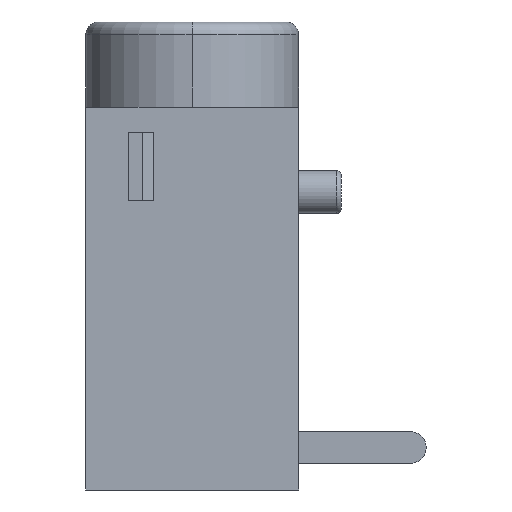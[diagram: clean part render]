
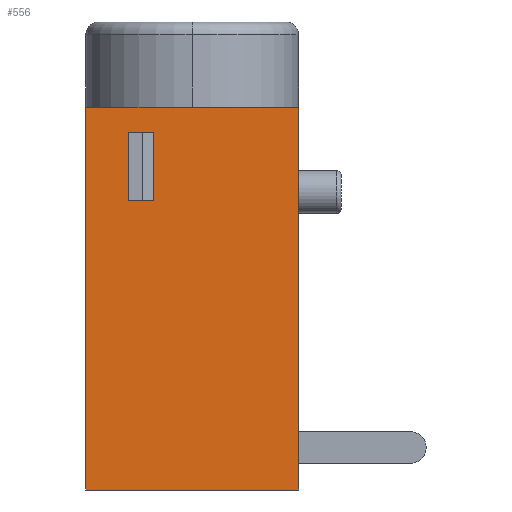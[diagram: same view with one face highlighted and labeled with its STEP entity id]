
A CAD part, left-side view. The second image highlights one B-rep face of the part: STEP entity #556.
In plain terms, the highlighted planar face has unit normal (-1, 0, 0).
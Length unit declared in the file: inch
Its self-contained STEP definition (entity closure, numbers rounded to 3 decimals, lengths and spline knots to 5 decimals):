
#59 = CARTESIAN_POINT ( 'NONE',  ( -0.11811, 0., -0.35433 ) ) ;
#108 = ORIENTED_EDGE ( 'NONE', *, *, #3115, .T. ) ;
#225 = LINE ( 'NONE', #738, #3085 ) ;
#256 = CARTESIAN_POINT ( 'NONE',  ( -0.11811, 0.19685, 0. ) ) ;
#292 = DIRECTION ( 'NONE',  ( 0., -1., 0. ) ) ;
#387 = ORIENTED_EDGE ( 'NONE', *, *, #943, .F. ) ;
#400 = PLANE ( 'NONE',  #2125 ) ;
#424 = VECTOR ( 'NONE', #2310, 39.37008 ) ;
#426 = VECTOR ( 'NONE', #1987, 39.37008 ) ;
#436 = CARTESIAN_POINT ( 'NONE',  ( -0.11811, 0.15748, -0.02362 ) ) ;
#473 = EDGE_CURVE ( 'NONE', #815, #1534, #2597, .T. ) ;
#484 = VERTEX_POINT ( 'NONE', #436 ) ;
#556 = ADVANCED_FACE ( 'NONE', ( #1780, #2864 ), #400, .T. ) ;
#561 = CARTESIAN_POINT ( 'NONE',  ( -0.11811, 0.19685, -0.35433 ) ) ;
#608 = EDGE_CURVE ( 'NONE', #1192, #1349, #225, .T. ) ;
#647 = CARTESIAN_POINT ( 'NONE',  ( -0.11811, 0.13386, -0.08661 ) ) ;
#658 = CARTESIAN_POINT ( 'NONE',  ( -0.11811, 0.13386, -0.02362 ) ) ;
#738 = CARTESIAN_POINT ( 'NONE',  ( -0.11811, 0.15748, -0.08661 ) ) ;
#779 = CARTESIAN_POINT ( 'NONE',  ( -0.11811, 0.09843, 0. ) ) ;
#815 = VERTEX_POINT ( 'NONE', #256 ) ;
#859 = ORIENTED_EDGE ( 'NONE', *, *, #1705, .T. ) ;
#902 = EDGE_CURVE ( 'NONE', #1349, #1913, #2041, .T. ) ;
#943 = EDGE_CURVE ( 'NONE', #1913, #484, #2552, .T. ) ;
#991 = DIRECTION ( 'NONE',  ( 0., -1., 0. ) ) ;
#1142 = DIRECTION ( 'NONE',  ( 0., 0., 1. ) ) ;
#1176 = ORIENTED_EDGE ( 'NONE', *, *, #902, .F. ) ;
#1192 = VERTEX_POINT ( 'NONE', #2239 ) ;
#1196 = VERTEX_POINT ( 'NONE', #2470 ) ;
#1268 = VERTEX_POINT ( 'NONE', #1697 ) ;
#1349 = VERTEX_POINT ( 'NONE', #647 ) ;
#1380 = DIRECTION ( 'NONE',  ( 0., 0., 1. ) ) ;
#1478 = DIRECTION ( 'NONE',  ( 0., 0., 1. ) ) ;
#1482 = DIRECTION ( 'NONE',  ( 0., -1., 0. ) ) ;
#1486 = EDGE_LOOP ( 'NONE', ( #2388, #2522, #108, #859, #2135 ) ) ;
#1508 = VECTOR ( 'NONE', #1142, 39.37008 ) ;
#1518 = DIRECTION ( 'NONE',  ( -1., 0., 0. ) ) ;
#1534 = VERTEX_POINT ( 'NONE', #779 ) ;
#1668 = DIRECTION ( 'NONE',  ( 0., 0., -1. ) ) ;
#1697 = CARTESIAN_POINT ( 'NONE',  ( -0.11811, 0., 0. ) ) ;
#1705 = EDGE_CURVE ( 'NONE', #2560, #1268, #2485, .T. ) ;
#1725 = LINE ( 'NONE', #1743, #2946 ) ;
#1730 = VECTOR ( 'NONE', #1478, 39.37008 ) ;
#1743 = CARTESIAN_POINT ( 'NONE',  ( -0.11811, 0.15748, -0.08661 ) ) ;
#1771 = CARTESIAN_POINT ( 'NONE',  ( -0.11811, 0.19685, 0. ) ) ;
#1780 = FACE_BOUND ( 'NONE', #1864, .T. ) ;
#1781 = EDGE_CURVE ( 'NONE', #1196, #815, #2531, .T. ) ;
#1822 = CARTESIAN_POINT ( 'NONE',  ( -0.11811, 0.19685, 0. ) ) ;
#1864 = EDGE_LOOP ( 'NONE', ( #2015, #3344, #387, #1176 ) ) ;
#1913 = VERTEX_POINT ( 'NONE', #658 ) ;
#1987 = DIRECTION ( 'NONE',  ( 0., 1., 0. ) ) ;
#2015 = ORIENTED_EDGE ( 'NONE', *, *, #608, .F. ) ;
#2038 = LINE ( 'NONE', #1771, #3037 ) ;
#2041 = LINE ( 'NONE', #2783, #1730 ) ;
#2063 = CARTESIAN_POINT ( 'NONE',  ( -0.11811, 0.19685, -0.35433 ) ) ;
#2125 = AXIS2_PLACEMENT_3D ( 'NONE', #2063, #1518, #1482 ) ;
#2135 = ORIENTED_EDGE ( 'NONE', *, *, #2351, .F. ) ;
#2239 = CARTESIAN_POINT ( 'NONE',  ( -0.11811, 0.15748, -0.08661 ) ) ;
#2310 = DIRECTION ( 'NONE',  ( 0., -1., 0. ) ) ;
#2351 = EDGE_CURVE ( 'NONE', #1534, #1268, #2038, .T. ) ;
#2388 = ORIENTED_EDGE ( 'NONE', *, *, #473, .F. ) ;
#2470 = CARTESIAN_POINT ( 'NONE',  ( -0.11811, 0.19685, -0.35433 ) ) ;
#2485 = LINE ( 'NONE', #59, #1508 ) ;
#2493 = CARTESIAN_POINT ( 'NONE',  ( -0.11811, 0.15748, -0.02362 ) ) ;
#2522 = ORIENTED_EDGE ( 'NONE', *, *, #1781, .F. ) ;
#2531 = LINE ( 'NONE', #2802, #2580 ) ;
#2552 = LINE ( 'NONE', #2493, #426 ) ;
#2557 = EDGE_CURVE ( 'NONE', #484, #1192, #1725, .T. ) ;
#2560 = VERTEX_POINT ( 'NONE', #2826 ) ;
#2580 = VECTOR ( 'NONE', #1380, 39.37008 ) ;
#2597 = LINE ( 'NONE', #1822, #424 ) ;
#2630 = DIRECTION ( 'NONE',  ( 0., -1., 0. ) ) ;
#2783 = CARTESIAN_POINT ( 'NONE',  ( -0.11811, 0.13386, -0.08661 ) ) ;
#2802 = CARTESIAN_POINT ( 'NONE',  ( -0.11811, 0.19685, -0.35433 ) ) ;
#2826 = CARTESIAN_POINT ( 'NONE',  ( -0.11811, 0., -0.35433 ) ) ;
#2828 = VECTOR ( 'NONE', #292, 39.37008 ) ;
#2864 = FACE_OUTER_BOUND ( 'NONE', #1486, .T. ) ;
#2946 = VECTOR ( 'NONE', #1668, 39.37008 ) ;
#2988 = LINE ( 'NONE', #561, #2828 ) ;
#3037 = VECTOR ( 'NONE', #991, 39.37008 ) ;
#3085 = VECTOR ( 'NONE', #2630, 39.37008 ) ;
#3115 = EDGE_CURVE ( 'NONE', #1196, #2560, #2988, .T. ) ;
#3344 = ORIENTED_EDGE ( 'NONE', *, *, #2557, .F. ) ;
